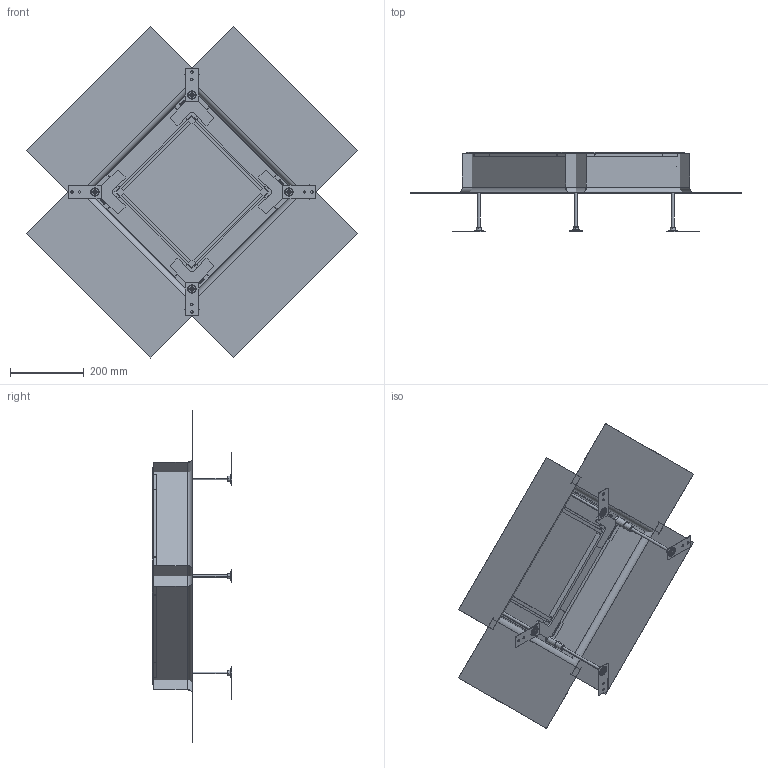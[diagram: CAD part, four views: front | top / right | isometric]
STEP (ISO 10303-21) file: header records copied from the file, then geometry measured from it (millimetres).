
FILE_DESCRIPTION((''),'2;1');
FILE_NAME('U05325KUN_ASM','2022-10-08T21:52:38',('SK00731324'),(''),'CREO PARAMETRIC BY PTC INC, 2020281','CREO PARAMETRIC BY PTC INC, 2020281','');
FILE_SCHEMA(('CONFIG_CONTROL_DESIGN'));
Length unit declared in the file: millimetre
Products named in the file (10): U05347KUN; U05349KUN; U05829KUN_ASM; U09125KUN; U05365KUN; U05354KUN; U05352KUN; U05356KUN; U05342KUN_ASM; U05325KUN_ASM
Assembly tree (24 placements, depth 3):
  U05325KUN_ASM
    U05829KUN_ASM  x4
      U05347KUN
      U05349KUN
    U09125KUN  x4
    U05365KUN  x4
    U05342KUN_ASM
      U05354KUN  x4
      U05352KUN  x4
      U05356KUN
Bounding box: 900.01 x 215 x 900.29 mm (x, y, z)
Volume: 938336.9 mm3; surface area: 1705381.6 mm2
Topology: 25 solids, 29 shells, 930 faces, 2360 edges, 1548 vertices
Faces by surface type: plane 578, cylinder 240, cone 64, extrusion 40, torus 8
Entity records: 7907 total; most frequent: CARTESIAN_POINT 1703, DIRECTION 1291, ORIENTED_EDGE 1194, EDGE_CURVE 599, AXIS2_PLACEMENT_3D 432, VECTOR 427, LINE 417, VERTEX_POINT 393
